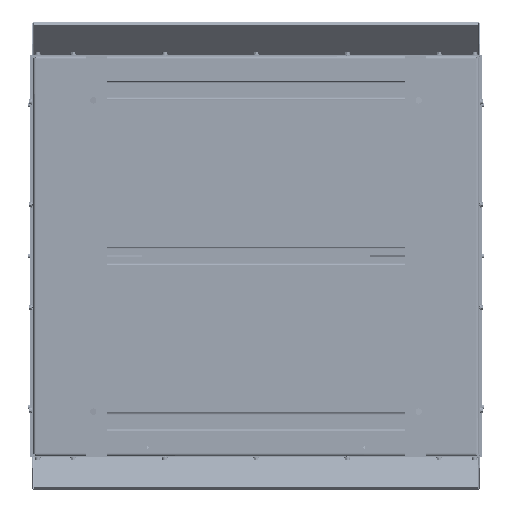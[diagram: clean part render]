
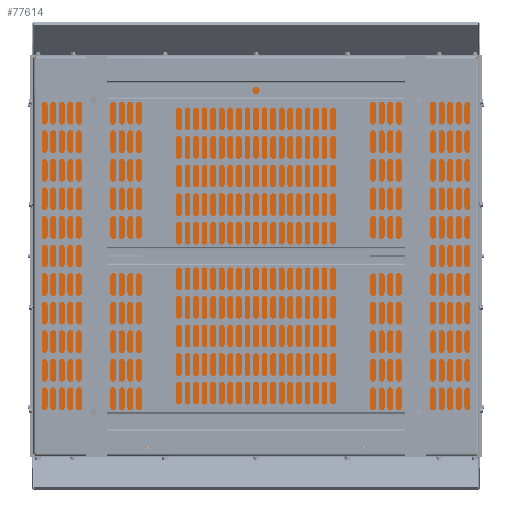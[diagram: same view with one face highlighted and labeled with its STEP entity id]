
A CAD part, front view. The second image highlights one B-rep face of the part: STEP entity #77614.
In plain terms, the highlighted planar face has unit normal (0, -1, 0).
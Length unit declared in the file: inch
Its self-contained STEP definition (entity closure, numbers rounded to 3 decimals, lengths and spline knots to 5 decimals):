
#4904 = CARTESIAN_POINT ( 'NONE',  ( 0., -0.1196, 0. ) ) ;
#10924 = LINE ( 'NONE', #24428, #64896 ) ;
#23533 = LINE ( 'NONE', #25656, #40718 ) ;
#24428 = CARTESIAN_POINT ( 'NONE',  ( 19.5054, -0.1196, 17.60256 ) ) ;
#25656 = CARTESIAN_POINT ( 'NONE',  ( -19.60256, -0.1196, 17.5054 ) ) ;
#27033 = DIRECTION ( 'NONE',  ( 0., 1., 0. ) ) ;
#27108 = LINE ( 'NONE', #68610, #46640 ) ;
#29657 = EDGE_CURVE ( 'NONE', #69762, #60936, #65174, .T. ) ;
#32322 = DIRECTION ( 'NONE',  ( 0., 0., 1. ) ) ;
#33046 = DIRECTION ( 'NONE',  ( 1., 0., 0. ) ) ;
#35050 = ORIENTED_EDGE ( 'NONE', *, *, #60828, .F. ) ;
#38807 = CARTESIAN_POINT ( 'NONE',  ( 19.5054, -0.1196, 17.5054 ) ) ;
#39156 = DIRECTION ( 'NONE',  ( 0., 0., -1. ) ) ;
#39422 = AXIS2_PLACEMENT_3D ( 'NONE', #4904, #27033, #78398 ) ;
#40718 = VECTOR ( 'NONE', #33046, 39.37008 ) ;
#42126 = EDGE_CURVE ( 'NONE', #88332, #69762, #10924, .T. ) ;
#43322 = VECTOR ( 'NONE', #61221, 39.37008 ) ;
#46640 = VECTOR ( 'NONE', #32322, 39.37008 ) ;
#47747 = FACE_OUTER_BOUND ( 'NONE', #55488, .T. ) ;
#55150 = ORIENTED_EDGE ( 'NONE', *, *, #29657, .F. ) ;
#55488 = EDGE_LOOP ( 'NONE', ( #55150, #74424, #35050, #90066 ) ) ;
#60728 = CARTESIAN_POINT ( 'NONE',  ( -19.5054, -0.1196, 17.5054 ) ) ;
#60828 = EDGE_CURVE ( 'NONE', #61958, #88332, #23533, .T. ) ;
#60936 = VERTEX_POINT ( 'NONE', #70911 ) ;
#61221 = DIRECTION ( 'NONE',  ( -1., 0., 0. ) ) ;
#61958 = VERTEX_POINT ( 'NONE', #60728 ) ;
#64896 = VECTOR ( 'NONE', #39156, 39.37008 ) ;
#65174 = LINE ( 'NONE', #75695, #43322 ) ;
#66526 = EDGE_CURVE ( 'NONE', #60936, #61958, #27108, .T. ) ;
#68610 = CARTESIAN_POINT ( 'NONE',  ( -19.5054, -0.1196, -17.60256 ) ) ;
#69762 = VERTEX_POINT ( 'NONE', #76738 ) ;
#70911 = CARTESIAN_POINT ( 'NONE',  ( -19.5054, -0.1196, -17.5054 ) ) ;
#74424 = ORIENTED_EDGE ( 'NONE', *, *, #42126, .F. ) ;
#75695 = CARTESIAN_POINT ( 'NONE',  ( 19.60256, -0.1196, -17.5054 ) ) ;
#76738 = CARTESIAN_POINT ( 'NONE',  ( 19.5054, -0.1196, -17.5054 ) ) ;
#77614 = ADVANCED_FACE ( 'NONE', ( #47747 ), #85462, .F. ) ;
#78398 = DIRECTION ( 'NONE',  ( 0., 0., 1. ) ) ;
#85462 = PLANE ( 'NONE',  #39422 ) ;
#88332 = VERTEX_POINT ( 'NONE', #38807 ) ;
#90066 = ORIENTED_EDGE ( 'NONE', *, *, #66526, .F. ) ;
